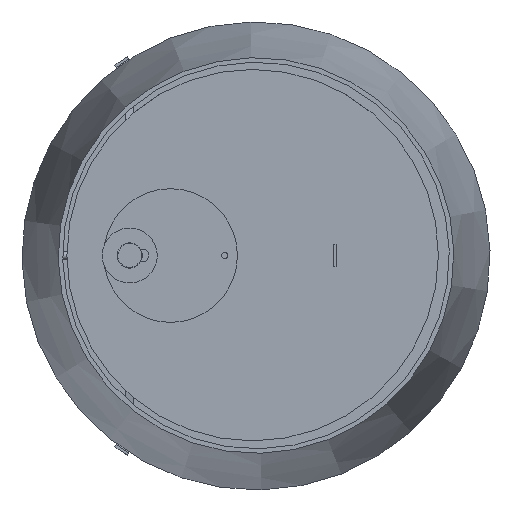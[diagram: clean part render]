
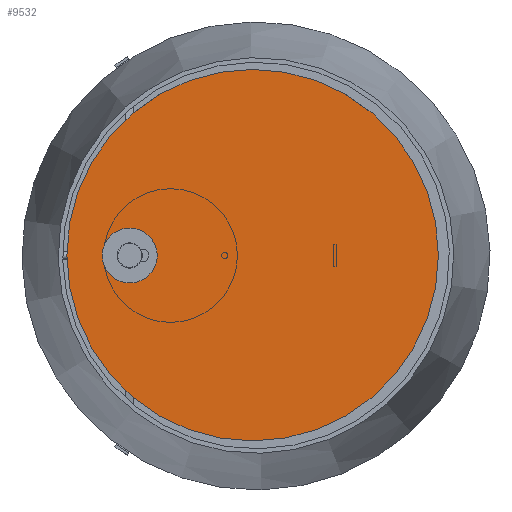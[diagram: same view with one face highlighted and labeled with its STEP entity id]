
A CAD part, top view. The second image highlights one B-rep face of the part: STEP entity #9532.
In plain terms, the highlighted planar face has unit normal (0, 0, 1).
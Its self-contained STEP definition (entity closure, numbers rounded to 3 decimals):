
#519=FACE_BOUND('',#1620,.T.);
#616=PLANE('',#10950);
#1030=FACE_OUTER_BOUND('',#1619,.T.);
#1619=EDGE_LOOP('',(#7033));
#1620=EDGE_LOOP('',(#7034,#7035,#7036,#7037));
#2191=LINE('',#15786,#3032);
#2195=LINE('',#15797,#3036);
#3032=VECTOR('',#12405,10.);
#3036=VECTOR('',#12417,10.);
#3922=CIRCLE('',#10940,5.);
#3924=CIRCLE('',#10944,5.);
#3926=CIRCLE('',#10948,125.);
#4389=VERTEX_POINT('',#15776);
#4390=VERTEX_POINT('',#15777);
#4393=VERTEX_POINT('',#15785);
#4395=VERTEX_POINT('',#15791);
#4397=VERTEX_POINT('',#15800);
#5387=EDGE_CURVE('',#4389,#4390,#3922,.T.);
#5391=EDGE_CURVE('',#4390,#4393,#2191,.T.);
#5394=EDGE_CURVE('',#4393,#4395,#3924,.T.);
#5397=EDGE_CURVE('',#4395,#4389,#2195,.T.);
#5399=EDGE_CURVE('',#4397,#4397,#3926,.T.);
#7033=ORIENTED_EDGE('',*,*,#5399,.F.);
#7034=ORIENTED_EDGE('',*,*,#5387,.T.);
#7035=ORIENTED_EDGE('',*,*,#5391,.T.);
#7036=ORIENTED_EDGE('',*,*,#5394,.T.);
#7037=ORIENTED_EDGE('',*,*,#5397,.T.);
#9532=ADVANCED_FACE('',(#1030,#519),#616,.F.);
#10940=AXIS2_PLACEMENT_3D('',#15778,#12397,#12398);
#10944=AXIS2_PLACEMENT_3D('',#15792,#12410,#12411);
#10948=AXIS2_PLACEMENT_3D('',#15801,#12421,#12422);
#10950=AXIS2_PLACEMENT_3D('',#15805,#12426,#12427);
#12397=DIRECTION('center_axis',(0.,0.,-1.));
#12398=DIRECTION('ref_axis',(0.798,0.602,0.));
#12405=DIRECTION('',(0.,-1.,0.));
#12410=DIRECTION('center_axis',(0.,0.,-1.));
#12411=DIRECTION('ref_axis',(-0.829,-0.559,0.));
#12417=DIRECTION('',(0.,1.,0.));
#12421=DIRECTION('center_axis',(0.,0.,-1.));
#12422=DIRECTION('ref_axis',(-1.,0.,0.));
#12426=DIRECTION('center_axis',(0.,0.,-1.));
#12427=DIRECTION('ref_axis',(-1.,0.,0.));
#15776=CARTESIAN_POINT('',(-4.145,64.22,1.2));
#15777=CARTESIAN_POINT('',(4.255,64.872,1.2));
#15778=CARTESIAN_POINT('Origin',(0.264,61.861,1.2));
#15785=CARTESIAN_POINT('',(4.255,49.228,1.2));
#15786=CARTESIAN_POINT('',(4.255,100.863,1.2));
#15791=CARTESIAN_POINT('',(-4.145,49.057,1.2));
#15792=CARTESIAN_POINT('Origin',(0.,51.854,1.2));
#15797=CARTESIAN_POINT('',(-4.145,92.955,1.2));
#15800=CARTESIAN_POINT('',(125.,136.854,1.2));
#15801=CARTESIAN_POINT('Origin',(0.,136.854,1.2));
#15805=CARTESIAN_POINT('Origin',(0.,136.854,1.2));
